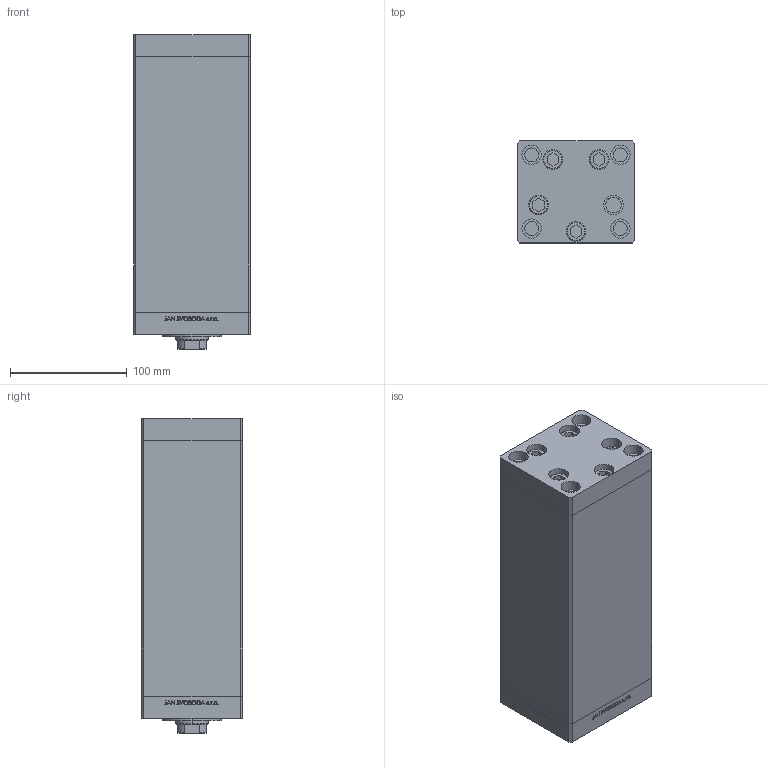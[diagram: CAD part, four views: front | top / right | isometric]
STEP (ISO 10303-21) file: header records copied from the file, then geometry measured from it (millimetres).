
FILE_DESCRIPTION (( 'STEP AP203' ), '1' );
FILE_NAME ('a47d.STEP', '2022-04-15T04:30:30', ( '' ), ( '' ), 'SwSTEP 2.0', 'SolidWorks 2019', '' );
FILE_SCHEMA (( 'CONFIG_CONTROL_DESIGN' ));
Length unit declared in the file: millimetre
Products named in the file (6): V220C FRONT e803f4bace81843ef48c6895d24daeed; V220C_C MIDDLE e803f4bace81843ef48c6895d24daeed; V220C BACK_C e803f4bace81843ef48c6895d24daeed; V220C_VC_C e803f4bace81843ef48c6895d24daeed; ALLEN BOLT e803f4bace81843ef48c6895d24daeed; a47d
Assembly tree (13 placements, depth 2):
  a47d
    ALLEN BOLT e803f4bace81843ef48c6895d24daeed  x9
    V220C_C MIDDLE e803f4bace81843ef48c6895d24daeed
    V220C FRONT e803f4bace81843ef48c6895d24daeed
    V220C_VC_C e803f4bace81843ef48c6895d24daeed
    V220C BACK_C e803f4bace81843ef48c6895d24daeed
Bounding box: 100 x 87 x 269.5 mm (x, y, z)
Volume: 1823505.2 mm3; surface area: 278173.8 mm2
Topology: 13 solids, 13 shells, 1176 faces, 2936 edges, 1926 vertices
Faces by surface type: plane 546, bspline 380, cylinder 168, cone 42, torus 40
Entity records: 49648 total; most frequent: CARTESIAN_POINT 26693, ORIENTED_EDGE 5132, DIRECTION 3369, EDGE_CURVE 2566, VERTEX_POINT 1702, LINE 1479, VECTOR 1479, EDGE_LOOP 1174
